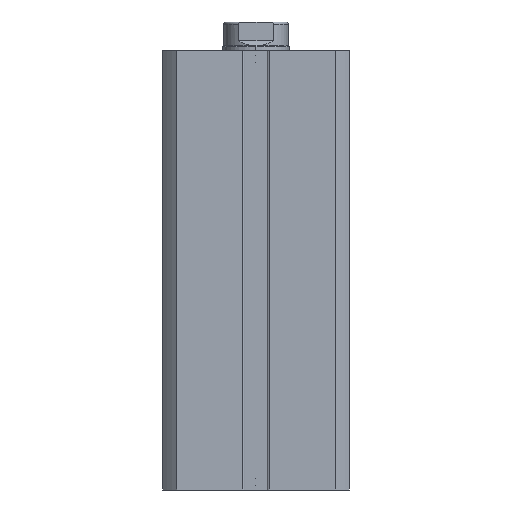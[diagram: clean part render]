
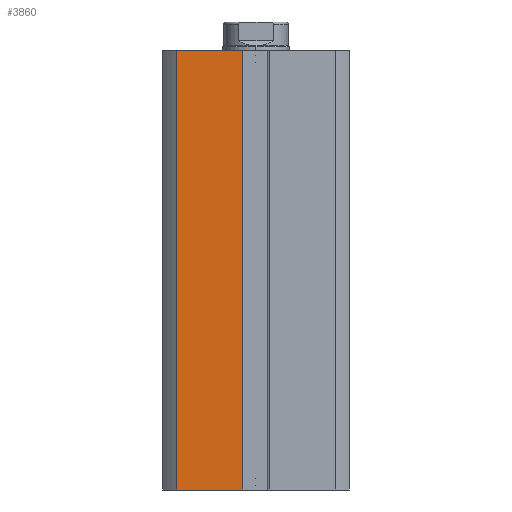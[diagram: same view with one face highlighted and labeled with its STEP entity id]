
A CAD part, front view. The second image highlights one B-rep face of the part: STEP entity #3860.
In plain terms, the highlighted planar face has unit normal (0, -1, 0).
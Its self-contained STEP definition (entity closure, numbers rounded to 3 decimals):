
#585 = LINE ( 'NONE', #4388, #587 ) ;
#587 = VECTOR ( 'NONE', #4399, 1000. ) ;
#617 = LINE ( 'NONE', #4435, #618 ) ;
#618 = VECTOR ( 'NONE', #4436, 1000. ) ;
#864 = FACE_OUTER_BOUND ( 'NONE', #2868, .T. ) ;
#1173 = CARTESIAN_POINT ( 'NONE',  ( -19.079, -22.5, 0. ) ) ;
#1700 = LINE ( 'NONE', #5868, #1708 ) ;
#1708 = VECTOR ( 'NONE', #5869, 1000. ) ;
#1812 = LINE ( 'NONE', #6040, #1816 ) ;
#1816 = VECTOR ( 'NONE', #6041, 1000. ) ;
#1952 = ORIENTED_EDGE ( 'NONE', *, *, #3692, .T. ) ;
#1970 = ORIENTED_EDGE ( 'NONE', *, *, #3709, .F. ) ;
#1973 = ORIENTED_EDGE ( 'NONE', *, *, #6454, .T. ) ;
#2016 = ORIENTED_EDGE ( 'NONE', *, *, #6383, .F. ) ;
#2386 = AXIS2_PLACEMENT_3D ( 'NONE', #4865, #4874, #4875 ) ;
#2868 = EDGE_LOOP ( 'NONE', ( #1970, #1973, #1952, #2016 ) ) ;
#3039 = VERTEX_POINT ( 'NONE', #1173 ) ;
#3092 = VERTEX_POINT ( 'NONE', #4043 ) ;
#3118 = VERTEX_POINT ( 'NONE', #4069 ) ;
#3124 = VERTEX_POINT ( 'NONE', #4075 ) ;
#3692 = EDGE_CURVE ( 'NONE', #3092, #3124, #585, .T. ) ;
#3709 = EDGE_CURVE ( 'NONE', #3039, #3118, #617, .T. ) ;
#3860 = ADVANCED_FACE ( 'NONE', ( #864 ), #4858, .F. ) ;
#4043 = CARTESIAN_POINT ( 'NONE',  ( -3.2, -22.5, 0. ) ) ;
#4069 = CARTESIAN_POINT ( 'NONE',  ( -19.079, -22.5, 106. ) ) ;
#4075 = CARTESIAN_POINT ( 'NONE',  ( -3.2, -22.5, 106. ) ) ;
#4388 = CARTESIAN_POINT ( 'NONE',  ( -3.2, -22.5, 106. ) ) ;
#4399 = DIRECTION ( 'NONE',  ( 0., 0., 1. ) ) ;
#4435 = CARTESIAN_POINT ( 'NONE',  ( -19.079, -22.5, 0. ) ) ;
#4436 = DIRECTION ( 'NONE',  ( 0., 0., 1. ) ) ;
#4858 = PLANE ( 'NONE',  #2386 ) ;
#4865 = CARTESIAN_POINT ( 'NONE',  ( -22.5, -22.5, 106. ) ) ;
#4874 = DIRECTION ( 'NONE',  ( 0., 1., 0. ) ) ;
#4875 = DIRECTION ( 'NONE',  ( 0., 0., 1. ) ) ;
#5868 = CARTESIAN_POINT ( 'NONE',  ( -22.5, -22.5, 106. ) ) ;
#5869 = DIRECTION ( 'NONE',  ( 1., 0., 0. ) ) ;
#6040 = CARTESIAN_POINT ( 'NONE',  ( -22.5, -22.5, 0. ) ) ;
#6041 = DIRECTION ( 'NONE',  ( 1., 0., 0. ) ) ;
#6383 = EDGE_CURVE ( 'NONE', #3118, #3124, #1700, .T. ) ;
#6454 = EDGE_CURVE ( 'NONE', #3039, #3092, #1812, .T. ) ;
